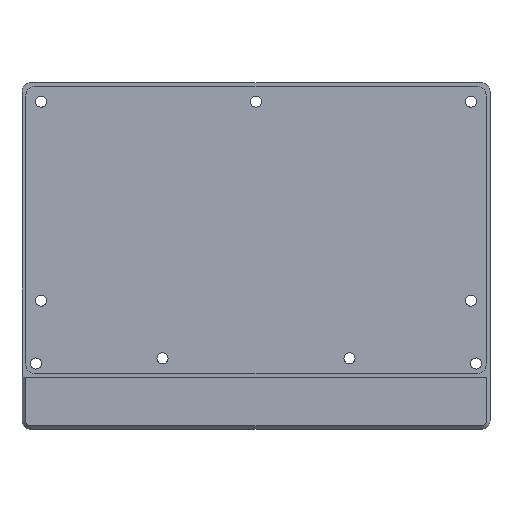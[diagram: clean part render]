
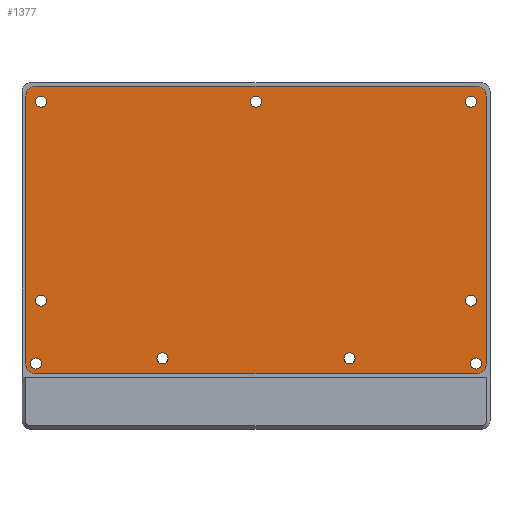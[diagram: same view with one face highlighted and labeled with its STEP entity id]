
A CAD part, top view. The second image highlights one B-rep face of the part: STEP entity #1377.
In plain terms, the highlighted planar face has unit normal (0, 0, 1).
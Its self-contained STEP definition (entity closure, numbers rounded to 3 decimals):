
#21=FACE_BOUND('',#163,.T.);
#22=FACE_BOUND('',#164,.T.);
#23=FACE_BOUND('',#165,.T.);
#24=FACE_BOUND('',#166,.T.);
#25=FACE_BOUND('',#167,.T.);
#26=FACE_BOUND('',#168,.T.);
#27=FACE_BOUND('',#169,.T.);
#28=FACE_BOUND('',#170,.T.);
#29=FACE_BOUND('',#171,.T.);
#49=PLANE('',#1458);
#87=FACE_OUTER_BOUND('',#162,.T.);
#162=EDGE_LOOP('',(#945,#946,#947,#948,#949,#950,#951,#952));
#163=EDGE_LOOP('',(#953));
#164=EDGE_LOOP('',(#954));
#165=EDGE_LOOP('',(#955));
#166=EDGE_LOOP('',(#956));
#167=EDGE_LOOP('',(#957));
#168=EDGE_LOOP('',(#958));
#169=EDGE_LOOP('',(#959));
#170=EDGE_LOOP('',(#960));
#171=EDGE_LOOP('',(#961));
#263=LINE('',#2038,#395);
#267=LINE('',#2050,#399);
#268=LINE('',#2054,#400);
#269=LINE('',#2057,#401);
#395=VECTOR('',#1610,10.);
#399=VECTOR('',#1622,10.);
#400=VECTOR('',#1625,10.);
#401=VECTOR('',#1628,10.);
#525=CIRCLE('',#1452,6.);
#527=CIRCLE('',#1456,6.);
#529=CIRCLE('',#1459,6.);
#530=CIRCLE('',#1460,6.);
#531=CIRCLE('',#1461,3.2);
#532=CIRCLE('',#1462,3.2);
#533=CIRCLE('',#1463,3.2);
#534=CIRCLE('',#1464,3.2);
#535=CIRCLE('',#1465,3.2);
#536=CIRCLE('',#1466,3.2);
#537=CIRCLE('',#1467,3.2);
#538=CIRCLE('',#1468,3.2);
#539=CIRCLE('',#1469,3.2);
#597=VERTEX_POINT('',#2028);
#598=VERTEX_POINT('',#2029);
#601=VERTEX_POINT('',#2037);
#603=VERTEX_POINT('',#2043);
#605=VERTEX_POINT('',#2049);
#606=VERTEX_POINT('',#2051);
#607=VERTEX_POINT('',#2053);
#608=VERTEX_POINT('',#2055);
#609=VERTEX_POINT('',#2058);
#610=VERTEX_POINT('',#2060);
#611=VERTEX_POINT('',#2062);
#612=VERTEX_POINT('',#2064);
#613=VERTEX_POINT('',#2066);
#614=VERTEX_POINT('',#2068);
#615=VERTEX_POINT('',#2070);
#616=VERTEX_POINT('',#2072);
#617=VERTEX_POINT('',#2074);
#729=EDGE_CURVE('',#597,#598,#525,.T.);
#733=EDGE_CURVE('',#601,#597,#263,.T.);
#736=EDGE_CURVE('',#603,#601,#527,.T.);
#739=EDGE_CURVE('',#598,#605,#267,.T.);
#740=EDGE_CURVE('',#605,#606,#529,.T.);
#741=EDGE_CURVE('',#606,#607,#268,.T.);
#742=EDGE_CURVE('',#607,#608,#530,.T.);
#743=EDGE_CURVE('',#608,#603,#269,.T.);
#744=EDGE_CURVE('',#609,#609,#531,.T.);
#745=EDGE_CURVE('',#610,#610,#532,.T.);
#746=EDGE_CURVE('',#611,#611,#533,.T.);
#747=EDGE_CURVE('',#612,#612,#534,.T.);
#748=EDGE_CURVE('',#613,#613,#535,.T.);
#749=EDGE_CURVE('',#614,#614,#536,.T.);
#750=EDGE_CURVE('',#615,#615,#537,.T.);
#751=EDGE_CURVE('',#616,#616,#538,.T.);
#752=EDGE_CURVE('',#617,#617,#539,.T.);
#945=ORIENTED_EDGE('',*,*,#729,.T.);
#946=ORIENTED_EDGE('',*,*,#739,.T.);
#947=ORIENTED_EDGE('',*,*,#740,.T.);
#948=ORIENTED_EDGE('',*,*,#741,.T.);
#949=ORIENTED_EDGE('',*,*,#742,.T.);
#950=ORIENTED_EDGE('',*,*,#743,.T.);
#951=ORIENTED_EDGE('',*,*,#736,.T.);
#952=ORIENTED_EDGE('',*,*,#733,.T.);
#953=ORIENTED_EDGE('',*,*,#744,.T.);
#954=ORIENTED_EDGE('',*,*,#745,.T.);
#955=ORIENTED_EDGE('',*,*,#746,.T.);
#956=ORIENTED_EDGE('',*,*,#747,.T.);
#957=ORIENTED_EDGE('',*,*,#748,.T.);
#958=ORIENTED_EDGE('',*,*,#749,.T.);
#959=ORIENTED_EDGE('',*,*,#750,.T.);
#960=ORIENTED_EDGE('',*,*,#751,.T.);
#961=ORIENTED_EDGE('',*,*,#752,.T.);
#1377=ADVANCED_FACE('',(#87,#21,#22,#23,#24,#25,#26,#27,#28,#29),#49,.T.);
#1452=AXIS2_PLACEMENT_3D('',#2030,#1602,#1603);
#1456=AXIS2_PLACEMENT_3D('',#2044,#1615,#1616);
#1458=AXIS2_PLACEMENT_3D('',#2048,#1620,#1621);
#1459=AXIS2_PLACEMENT_3D('',#2052,#1623,#1624);
#1460=AXIS2_PLACEMENT_3D('',#2056,#1626,#1627);
#1461=AXIS2_PLACEMENT_3D('',#2059,#1629,#1630);
#1462=AXIS2_PLACEMENT_3D('',#2061,#1631,#1632);
#1463=AXIS2_PLACEMENT_3D('',#2063,#1633,#1634);
#1464=AXIS2_PLACEMENT_3D('',#2065,#1635,#1636);
#1465=AXIS2_PLACEMENT_3D('',#2067,#1637,#1638);
#1466=AXIS2_PLACEMENT_3D('',#2069,#1639,#1640);
#1467=AXIS2_PLACEMENT_3D('',#2071,#1641,#1642);
#1468=AXIS2_PLACEMENT_3D('',#2073,#1643,#1644);
#1469=AXIS2_PLACEMENT_3D('',#2075,#1645,#1646);
#1602=DIRECTION('center_axis',(0.,0.,1.));
#1603=DIRECTION('ref_axis',(0.707,0.707,0.));
#1610=DIRECTION('',(0.,1.,0.));
#1615=DIRECTION('center_axis',(0.,0.,1.));
#1616=DIRECTION('ref_axis',(0.707,-0.707,0.));
#1620=DIRECTION('center_axis',(0.,0.,1.));
#1621=DIRECTION('ref_axis',(1.,0.,0.));
#1622=DIRECTION('',(-1.,0.,0.));
#1623=DIRECTION('center_axis',(0.,0.,1.));
#1624=DIRECTION('ref_axis',(0.,1.,0.));
#1625=DIRECTION('',(0.,-1.,0.));
#1626=DIRECTION('center_axis',(0.,0.,1.));
#1627=DIRECTION('ref_axis',(-1.,0.,0.));
#1628=DIRECTION('',(1.,0.,0.));
#1629=DIRECTION('center_axis',(0.,0.,-1.));
#1630=DIRECTION('ref_axis',(1.,0.,0.));
#1631=DIRECTION('center_axis',(0.,0.,-1.));
#1632=DIRECTION('ref_axis',(1.,0.,0.));
#1633=DIRECTION('center_axis',(0.,0.,-1.));
#1634=DIRECTION('ref_axis',(1.,0.,0.));
#1635=DIRECTION('center_axis',(0.,0.,-1.));
#1636=DIRECTION('ref_axis',(1.,0.,0.));
#1637=DIRECTION('center_axis',(0.,0.,-1.));
#1638=DIRECTION('ref_axis',(1.,0.,0.));
#1639=DIRECTION('center_axis',(0.,0.,-1.));
#1640=DIRECTION('ref_axis',(1.,0.,0.));
#1641=DIRECTION('center_axis',(0.,0.,-1.));
#1642=DIRECTION('ref_axis',(1.,0.,0.));
#1643=DIRECTION('center_axis',(0.,0.,-1.));
#1644=DIRECTION('ref_axis',(1.,0.,0.));
#1645=DIRECTION('center_axis',(0.,0.,-1.));
#1646=DIRECTION('ref_axis',(1.,0.,0.));
#2028=CARTESIAN_POINT('',(268.,192.,2.));
#2029=CARTESIAN_POINT('',(262.,198.,2.));
#2030=CARTESIAN_POINT('Origin',(262.,192.,2.));
#2037=CARTESIAN_POINT('',(268.,38.,2.));
#2038=CARTESIAN_POINT('',(268.,146.,2.));
#2043=CARTESIAN_POINT('',(262.,32.,2.));
#2044=CARTESIAN_POINT('Origin',(262.,38.,2.));
#2048=CARTESIAN_POINT('Origin',(135.,100.,2.));
#2049=CARTESIAN_POINT('',(8.,198.,2.));
#2050=CARTESIAN_POINT('',(71.5,198.,2.));
#2051=CARTESIAN_POINT('',(2.,192.,2.));
#2052=CARTESIAN_POINT('Origin',(8.,192.,2.));
#2053=CARTESIAN_POINT('',(2.,38.,2.));
#2054=CARTESIAN_POINT('',(2.,69.,2.));
#2055=CARTESIAN_POINT('',(8.,32.,2.));
#2056=CARTESIAN_POINT('Origin',(8.,38.,2.));
#2057=CARTESIAN_POINT('',(198.697,32.,2.));
#2058=CARTESIAN_POINT('',(4.8,38.,2.));
#2059=CARTESIAN_POINT('Origin',(8.,38.,2.));
#2060=CARTESIAN_POINT('',(7.8,189.,2.));
#2061=CARTESIAN_POINT('Origin',(11.,189.,2.));
#2062=CARTESIAN_POINT('',(77.85,41.,2.));
#2063=CARTESIAN_POINT('Origin',(81.05,41.,2.));
#2064=CARTESIAN_POINT('',(258.8,38.,2.));
#2065=CARTESIAN_POINT('Origin',(262.,38.,2.));
#2066=CARTESIAN_POINT('',(185.75,41.,2.));
#2067=CARTESIAN_POINT('Origin',(188.95,41.,2.));
#2068=CARTESIAN_POINT('',(7.8,74.2,2.));
#2069=CARTESIAN_POINT('Origin',(11.,74.2,2.));
#2070=CARTESIAN_POINT('',(255.8,74.2,2.));
#2071=CARTESIAN_POINT('Origin',(259.,74.2,2.));
#2072=CARTESIAN_POINT('',(255.8,189.,2.));
#2073=CARTESIAN_POINT('Origin',(259.,189.,2.));
#2074=CARTESIAN_POINT('',(131.8,189.,2.));
#2075=CARTESIAN_POINT('Origin',(135.,189.,2.));
